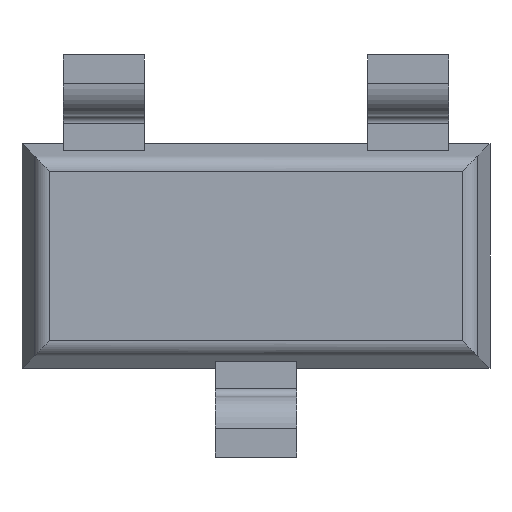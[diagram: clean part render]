
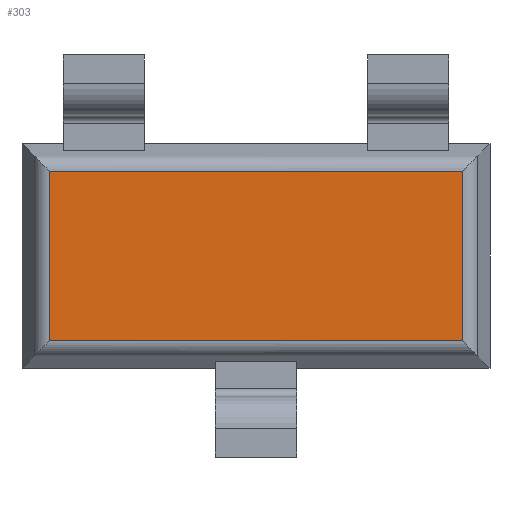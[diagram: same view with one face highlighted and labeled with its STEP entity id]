
A CAD part, front view. The second image highlights one B-rep face of the part: STEP entity #303.
In plain terms, the highlighted planar face has unit normal (0, -1, 0).
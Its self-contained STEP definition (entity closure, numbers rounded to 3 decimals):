
#24 = DIRECTION ( 'NONE',  ( -1., 0., 0. ) ) ;
#26 = DIRECTION ( 'NONE',  ( 1., 0., 0. ) ) ;
#99 = VECTOR ( 'NONE', #26, 1000. ) ;
#158 = CARTESIAN_POINT ( 'NONE',  ( -1.289, 0.1, 0. ) ) ;
#164 = ORIENTED_EDGE ( 'NONE', *, *, #1058, .T. ) ;
#194 = VECTOR ( 'NONE', #2012, 1000. ) ;
#230 = CARTESIAN_POINT ( 'NONE',  ( 0., 0.1, -0.529 ) ) ;
#297 = LINE ( 'NONE', #772, #532 ) ;
#303 = ADVANCED_FACE ( 'NONE', ( #1343 ), #2461, .F. ) ;
#427 = LINE ( 'NONE', #158, #194 ) ;
#532 = VECTOR ( 'NONE', #1532, 1000. ) ;
#627 = VERTEX_POINT ( 'NONE', #1093 ) ;
#752 = EDGE_CURVE ( 'NONE', #1954, #909, #297, .T. ) ;
#772 = CARTESIAN_POINT ( 'NONE',  ( 1.289, 0.1, 0. ) ) ;
#788 = CARTESIAN_POINT ( 'NONE',  ( 1.289, 0.1, 0.529 ) ) ;
#821 = EDGE_CURVE ( 'NONE', #627, #1205, #427, .T. ) ;
#909 = VERTEX_POINT ( 'NONE', #788 ) ;
#952 = VECTOR ( 'NONE', #24, 1000. ) ;
#1058 = EDGE_CURVE ( 'NONE', #1205, #1954, #1836, .T. ) ;
#1093 = CARTESIAN_POINT ( 'NONE',  ( -1.289, 0.1, 0.529 ) ) ;
#1122 = CARTESIAN_POINT ( 'NONE',  ( -1.289, 0.1, -0.529 ) ) ;
#1175 = LINE ( 'NONE', #1881, #952 ) ;
#1187 = DIRECTION ( 'NONE',  ( 0., 0., 1. ) ) ;
#1205 = VERTEX_POINT ( 'NONE', #1122 ) ;
#1343 = FACE_OUTER_BOUND ( 'NONE', #1767, .T. ) ;
#1404 = CARTESIAN_POINT ( 'NONE',  ( 1.289, 0.1, -0.529 ) ) ;
#1407 = ORIENTED_EDGE ( 'NONE', *, *, #821, .T. ) ;
#1532 = DIRECTION ( 'NONE',  ( 0., 0., 1. ) ) ;
#1645 = ORIENTED_EDGE ( 'NONE', *, *, #2568, .T. ) ;
#1767 = EDGE_LOOP ( 'NONE', ( #1847, #1645, #1407, #164 ) ) ;
#1836 = LINE ( 'NONE', #230, #99 ) ;
#1847 = ORIENTED_EDGE ( 'NONE', *, *, #752, .T. ) ;
#1881 = CARTESIAN_POINT ( 'NONE',  ( 0., 0.1, 0.529 ) ) ;
#1954 = VERTEX_POINT ( 'NONE', #1404 ) ;
#2012 = DIRECTION ( 'NONE',  ( 0., 0., -1. ) ) ;
#2139 = AXIS2_PLACEMENT_3D ( 'NONE', #2673, #2662, #1187 ) ;
#2461 = PLANE ( 'NONE',  #2139 ) ;
#2568 = EDGE_CURVE ( 'NONE', #909, #627, #1175, .T. ) ;
#2662 = DIRECTION ( 'NONE',  ( 0., 1., 0. ) ) ;
#2673 = CARTESIAN_POINT ( 'NONE',  ( 0., 0.1, 0. ) ) ;
